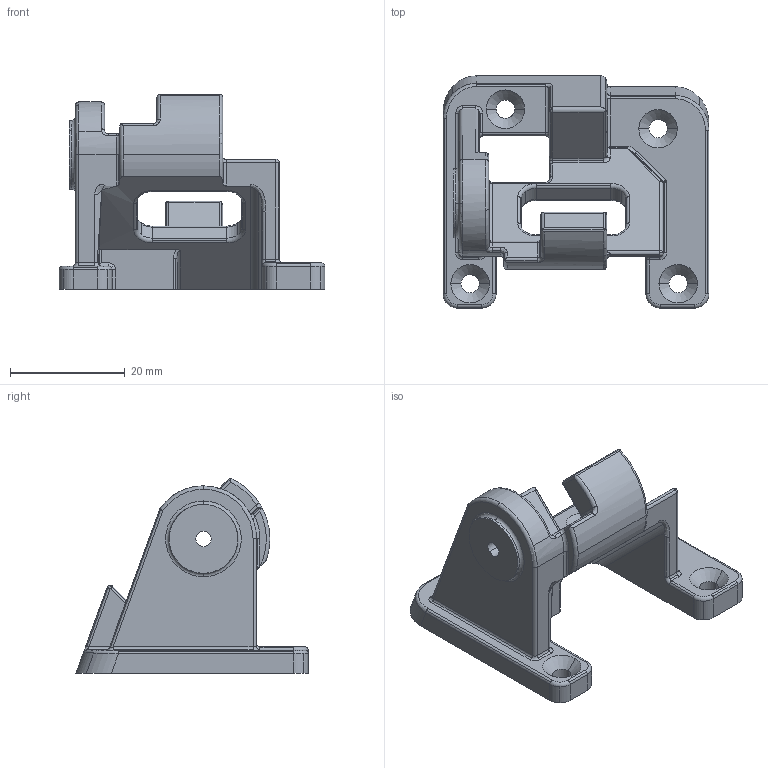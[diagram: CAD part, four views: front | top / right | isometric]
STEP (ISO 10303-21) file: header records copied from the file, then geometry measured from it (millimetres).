
FILE_DESCRIPTION(('STEP AP214'),'1');
FILE_NAME('Hinge.stp','2023-02-18T09:15:34',(' '),(' '),'Spatial InterOp 3D',' ',' ');
FILE_SCHEMA(('AUTOMOTIVE_DESIGN { 1 0 10303 214 1 1 1 1 }'));
Length unit declared in the file: metre
Products named in the file (1): Hinge
Bounding box: 46.31 x 40.47 x 33.91 mm (x, y, z)
Volume: 10848.6 mm3; surface area: 6892.4 mm2
Topology: 1 solids, 1 shells, 312 faces, 812 edges, 492 vertices
Faces by surface type: cylinder 187, plane 47, torus 37, bspline 18, cone 14, sphere 9
Entity records: 16809 total; most frequent: CARTESIAN_POINT 8995, DIRECTION 1764, ORIENTED_EDGE 1604, EDGE_CURVE 802, AXIS2_PLACEMENT_3D 721, VERTEX_POINT 492, CIRCLE 360, EDGE_LOOP 326
